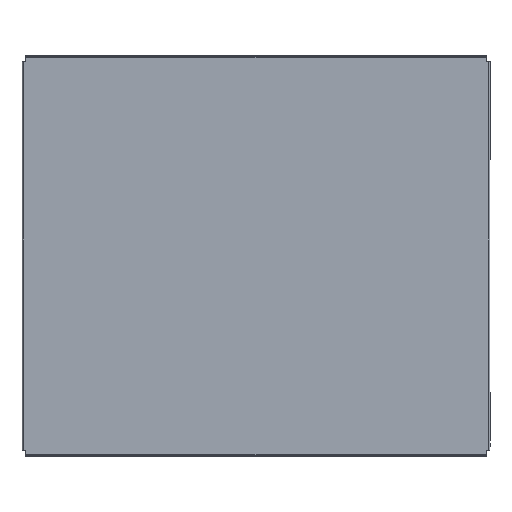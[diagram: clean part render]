
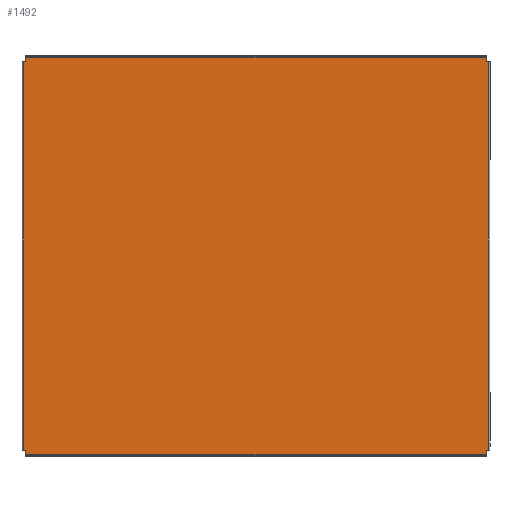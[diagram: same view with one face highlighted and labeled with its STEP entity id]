
A CAD part, top view. The second image highlights one B-rep face of the part: STEP entity #1492.
In plain terms, the highlighted planar face has unit normal (0, 0, 1).
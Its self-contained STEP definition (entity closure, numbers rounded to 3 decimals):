
#462 = DIRECTION ( 'NONE',  ( 1., 0., 0. ) ) ;
#463 = CARTESIAN_POINT ( 'NONE',  ( -447., 372.5, 2. ) ) ;
#464 = DIRECTION ( 'NONE',  ( 0., -1., 0. ) ) ;
#465 = CARTESIAN_POINT ( 'NONE',  ( -446., 372.5, 2. ) ) ;
#466 = DIRECTION ( 'NONE',  ( 1., 0., 0. ) ) ;
#467 = CARTESIAN_POINT ( 'NONE',  ( -447., -372.5, 2. ) ) ;
#468 = DIRECTION ( 'NONE',  ( 0., -1., 0. ) ) ;
#469 = CARTESIAN_POINT ( 'NONE',  ( -442., 382.5, 2. ) ) ;
#470 = DIRECTION ( 'NONE',  ( -1., 0., 0. ) ) ;
#471 = CARTESIAN_POINT ( 'NONE',  ( 442., -381.5, 2. ) ) ;
#472 = DIRECTION ( 'NONE',  ( 0., 1., 0. ) ) ;
#473 = CARTESIAN_POINT ( 'NONE',  ( 442., 382.5, 2. ) ) ;
#474 = DIRECTION ( 'NONE',  ( -1., 0., 0. ) ) ;
#475 = CARTESIAN_POINT ( 'NONE',  ( 447., -372.5, 2. ) ) ;
#476 = DIRECTION ( 'NONE',  ( 0., 1., 0. ) ) ;
#477 = CARTESIAN_POINT ( 'NONE',  ( 446., -372.5, 2. ) ) ;
#478 = DIRECTION ( 'NONE',  ( -1., 0., 0. ) ) ;
#479 = CARTESIAN_POINT ( 'NONE',  ( 447., 372.5, 2. ) ) ;
#480 = DIRECTION ( 'NONE',  ( 0., 1., 0. ) ) ;
#481 = CARTESIAN_POINT ( 'NONE',  ( 442., 382.5, 2. ) ) ;
#482 = DIRECTION ( 'NONE',  ( 1., 0., 0. ) ) ;
#483 = DIRECTION ( 'NONE',  ( 0., -1., 0. ) ) ;
#486 = CARTESIAN_POINT ( 'NONE',  ( -442., 382.5, 2. ) ) ;
#503 = CARTESIAN_POINT ( 'NONE',  ( -442., 381.5, 2. ) ) ;
#1068 = EDGE_CURVE ( 'NONE', #1696, #1706, #2100, .T. ) ;
#1069 = EDGE_CURVE ( 'NONE', #1696, #1693, #2090, .T. ) ;
#1070 = EDGE_CURVE ( 'NONE', #1694, #1693, #2104, .T. ) ;
#1071 = EDGE_CURVE ( 'NONE', #1695, #1694, #2106, .T. ) ;
#1072 = EDGE_CURVE ( 'NONE', #1702, #1695, #2108, .T. ) ;
#1073 = EDGE_CURVE ( 'NONE', #1702, #1697, #2110, .T. ) ;
#1074 = EDGE_CURVE ( 'NONE', #1703, #1697, #2112, .T. ) ;
#1075 = EDGE_CURVE ( 'NONE', #1703, #1699, #2114, .T. ) ;
#1076 = EDGE_CURVE ( 'NONE', #1700, #1699, #2116, .T. ) ;
#1077 = EDGE_CURVE ( 'NONE', #1701, #1700, #2118, .T. ) ;
#1078 = EDGE_CURVE ( 'NONE', #1707, #1701, #2120, .T. ) ;
#1079 = EDGE_CURVE ( 'NONE', #1707, #1706, #2122, .T. ) ;
#1370 = AXIS2_PLACEMENT_3D ( 'NONE', #3223, #3215, #3214 ) ;
#1492 = ADVANCED_FACE ( 'NONE', ( #2432 ), #3220, .T. ) ;
#1693 = VERTEX_POINT ( 'NONE', #3026 ) ;
#1694 = VERTEX_POINT ( 'NONE', #3025 ) ;
#1695 = VERTEX_POINT ( 'NONE', #3017 ) ;
#1696 = VERTEX_POINT ( 'NONE', #3016 ) ;
#1697 = VERTEX_POINT ( 'NONE', #3015 ) ;
#1699 = VERTEX_POINT ( 'NONE', #3023 ) ;
#1700 = VERTEX_POINT ( 'NONE', #3012 ) ;
#1701 = VERTEX_POINT ( 'NONE', #3006 ) ;
#1702 = VERTEX_POINT ( 'NONE', #3083 ) ;
#1703 = VERTEX_POINT ( 'NONE', #3080 ) ;
#1706 = VERTEX_POINT ( 'NONE', #3074 ) ;
#1707 = VERTEX_POINT ( 'NONE', #3071 ) ;
#1825 = EDGE_LOOP ( 'NONE', ( #2766, #2804, #2842, #2538, #2577, #2975, #2976, #2988, #2881, #2615, #2653, #2691 ) ) ;
#2090 = LINE ( 'NONE', #503, #2105 ) ;
#2100 = LINE ( 'NONE', #486, #2103 ) ;
#2103 = VECTOR ( 'NONE', #483, 1000. ) ;
#2104 = LINE ( 'NONE', #481, #2107 ) ;
#2105 = VECTOR ( 'NONE', #482, 1000. ) ;
#2106 = LINE ( 'NONE', #479, #2109 ) ;
#2107 = VECTOR ( 'NONE', #480, 1000. ) ;
#2108 = LINE ( 'NONE', #477, #2111 ) ;
#2109 = VECTOR ( 'NONE', #478, 1000. ) ;
#2110 = LINE ( 'NONE', #475, #2113 ) ;
#2111 = VECTOR ( 'NONE', #476, 1000. ) ;
#2112 = LINE ( 'NONE', #473, #2115 ) ;
#2113 = VECTOR ( 'NONE', #474, 1000. ) ;
#2114 = LINE ( 'NONE', #471, #2117 ) ;
#2115 = VECTOR ( 'NONE', #472, 1000. ) ;
#2116 = LINE ( 'NONE', #469, #2119 ) ;
#2117 = VECTOR ( 'NONE', #470, 1000. ) ;
#2118 = LINE ( 'NONE', #467, #2121 ) ;
#2119 = VECTOR ( 'NONE', #468, 1000. ) ;
#2120 = LINE ( 'NONE', #465, #2123 ) ;
#2121 = VECTOR ( 'NONE', #466, 1000. ) ;
#2122 = LINE ( 'NONE', #463, #2125 ) ;
#2123 = VECTOR ( 'NONE', #464, 1000. ) ;
#2125 = VECTOR ( 'NONE', #462, 1000. ) ;
#2432 = FACE_OUTER_BOUND ( 'NONE', #1825, .T. ) ;
#2538 = ORIENTED_EDGE ( 'NONE', *, *, #1076, .T. ) ;
#2577 = ORIENTED_EDGE ( 'NONE', *, *, #1075, .F. ) ;
#2615 = ORIENTED_EDGE ( 'NONE', *, *, #1070, .T. ) ;
#2653 = ORIENTED_EDGE ( 'NONE', *, *, #1069, .F. ) ;
#2691 = ORIENTED_EDGE ( 'NONE', *, *, #1068, .T. ) ;
#2766 = ORIENTED_EDGE ( 'NONE', *, *, #1079, .F. ) ;
#2804 = ORIENTED_EDGE ( 'NONE', *, *, #1078, .T. ) ;
#2842 = ORIENTED_EDGE ( 'NONE', *, *, #1077, .T. ) ;
#2881 = ORIENTED_EDGE ( 'NONE', *, *, #1071, .T. ) ;
#2975 = ORIENTED_EDGE ( 'NONE', *, *, #1074, .T. ) ;
#2976 = ORIENTED_EDGE ( 'NONE', *, *, #1073, .F. ) ;
#2988 = ORIENTED_EDGE ( 'NONE', *, *, #1072, .T. ) ;
#3006 = CARTESIAN_POINT ( 'NONE',  ( -446., -372.5, 2. ) ) ;
#3012 = CARTESIAN_POINT ( 'NONE',  ( -442., -372.5, 2. ) ) ;
#3015 = CARTESIAN_POINT ( 'NONE',  ( 442., -372.5, 2. ) ) ;
#3016 = CARTESIAN_POINT ( 'NONE',  ( -442., 381.5, 2. ) ) ;
#3017 = CARTESIAN_POINT ( 'NONE',  ( 446., 372.5, 2. ) ) ;
#3023 = CARTESIAN_POINT ( 'NONE',  ( -442., -381.5, 2. ) ) ;
#3025 = CARTESIAN_POINT ( 'NONE',  ( 442., 372.5, 2. ) ) ;
#3026 = CARTESIAN_POINT ( 'NONE',  ( 442., 381.5, 2. ) ) ;
#3071 = CARTESIAN_POINT ( 'NONE',  ( -446., 372.5, 2. ) ) ;
#3074 = CARTESIAN_POINT ( 'NONE',  ( -442., 372.5, 2. ) ) ;
#3080 = CARTESIAN_POINT ( 'NONE',  ( 442., -381.5, 2. ) ) ;
#3083 = CARTESIAN_POINT ( 'NONE',  ( 446., -372.5, 2. ) ) ;
#3214 = DIRECTION ( 'NONE',  ( 1., 0., 0. ) ) ;
#3215 = DIRECTION ( 'NONE',  ( 0., 0., 1. ) ) ;
#3220 = PLANE ( 'NONE',  #1370 ) ;
#3223 = CARTESIAN_POINT ( 'NONE',  ( -442., -382.5, 2. ) ) ;
